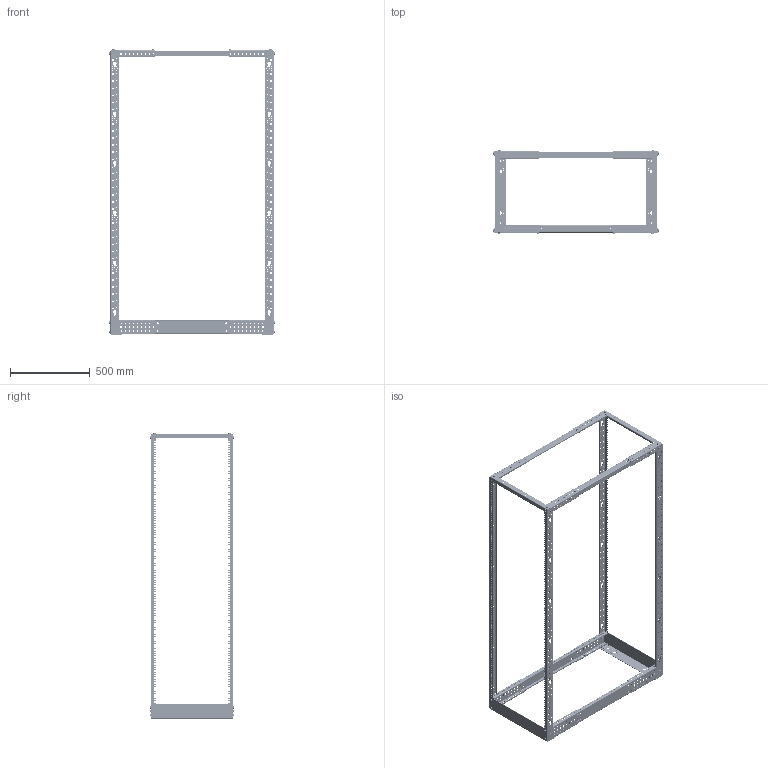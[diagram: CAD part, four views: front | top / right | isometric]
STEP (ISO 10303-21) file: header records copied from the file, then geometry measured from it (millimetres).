
FILE_DESCRIPTION (( 'STEP AP214' ), '1' );
FILE_NAME ('LC-SW4POST37(M6)-W_LC_3D.step', '2023-07-27T22:44:55', ( '' ), ( '' ), 'SwSTEP 2.0', 'SolidWorks 2022', '' );
FILE_SCHEMA (( 'AUTOMOTIVE_DESIGN' ));
Length unit declared in the file: inch
Products named in the file (13): Copy of PRT0009^Copy of SHUANG_ASM_LC-SW4POST37(M6)-W_LC; Copy of M10_12^Copy of SHUANG_ASM_LC-SW4POST37(M6)-W_LC; Copy of M10_12^LC-SW4POST37(M6)-W_LC; Copy of PRT0008^Copy of SHUANG_ASM_LC-SW4POST37(M6)-W_LC; LC-SW4POST37(M6)-W_LC_3D; Copy of PRT0001^Copy of SHUANG_ASM_LC-SW4POST37(M6)-W_LC; Copy of PRT0001YOU^Copy of SHUANG_ASM_LC-SW4POST37(M6)-W_LC; Copy of PRT0002^LC-SW4POST37(M6)-W_LC; Copy of PRT0003YOU^Copy of SHUANG_ASM_LC-SW4POST37(M6)-W_LC; Copy of PRT0006^LC-SW4POST37(M6)-W_LC; Copy of PRT0007^Copy of SHUANG_ASM_LC-SW4POST37(M6)-W_LC; Copy of SHUANG_ASM^LC-SW4POST37(M6)-W_LC; Copy of PRT0003^Copy of SHUANG_ASM_LC-SW4POST37(M6)-W_LC
Assembly tree (37 placements, depth 3):
  LC-SW4POST37(M6)-W_LC_3D
    Copy of SHUANG_ASM^LC-SW4POST37(M6)-W_LC  x2
      Copy of PRT0001^Copy of SHUANG_ASM_LC-SW4POST37(M6)-W_LC
      Copy of PRT0001YOU^Copy of SHUANG_ASM_LC-SW4POST37(M6)-W_LC
      Copy of PRT0007^Copy of SHUANG_ASM_LC-SW4POST37(M6)-W_LC
      Copy of PRT0003^Copy of SHUANG_ASM_LC-SW4POST37(M6)-W_LC
      Copy of PRT0003YOU^Copy of SHUANG_ASM_LC-SW4POST37(M6)-W_LC
      Copy of PRT0009^Copy of SHUANG_ASM_LC-SW4POST37(M6)-W_LC
      Copy of PRT0008^Copy of SHUANG_ASM_LC-SW4POST37(M6)-W_LC
      Copy of M10_12^Copy of SHUANG_ASM_LC-SW4POST37(M6)-W_LC
    Copy of PRT0006^LC-SW4POST37(M6)-W_LC  x2
    Copy of PRT0002^LC-SW4POST37(M6)-W_LC  x2
    Copy of M10_12^LC-SW4POST37(M6)-W_LC  x11
Bounding box: 1033.4 x 524.5 x 1789.15 mm (x, y, z)
Volume: 2451402.4 mm3; surface area: 2879152.6 mm2
Topology: 49 solids, 55 shells, 6273 faces, 18156 edges, 12032 vertices
Faces by surface type: plane 3588, cylinder 2475, bspline 210
Entity records: 87744 total; most frequent: CARTESIAN_POINT 18543, ORIENTED_EDGE 14296, DIRECTION 13571, EDGE_CURVE 7162, LINE 5375, VECTOR 5375, VERTEX_POINT 4762, AXIS2_PLACEMENT_3D 4098
